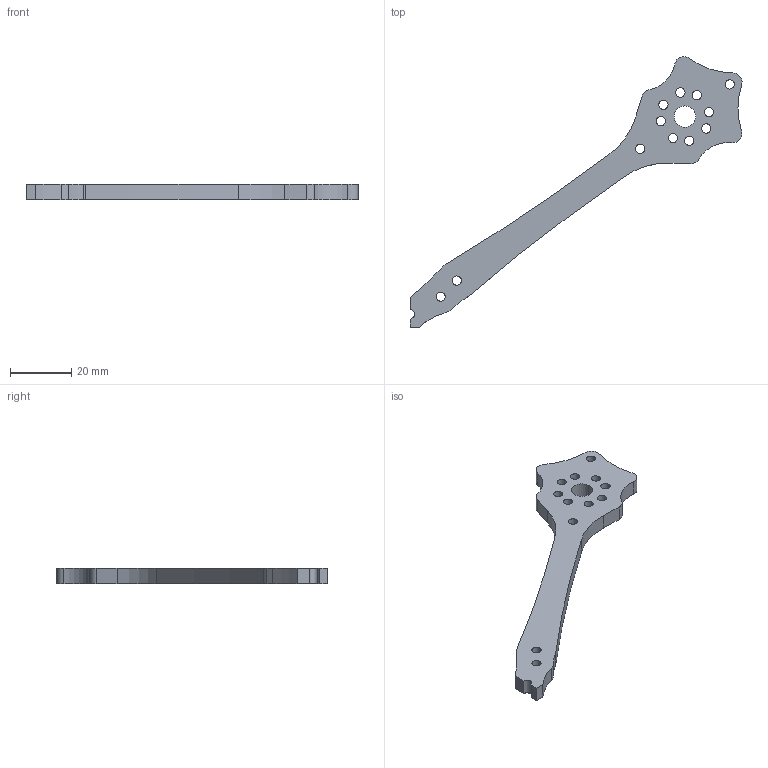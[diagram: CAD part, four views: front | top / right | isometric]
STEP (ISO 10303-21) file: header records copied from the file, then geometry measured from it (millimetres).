
FILE_DESCRIPTION(/* description */ (''),/* implementation_level */ '2;1');
FILE_NAME(/* name */ 'Arm_2_X8_LIFTER.stp',/* time_stamp */ '2021-04-29T15:50:53+02:00',/* author */ ('larsn'),/* organization */ (''),/* preprocessor_version */ 'ST-DEVELOPER v18',/* originating_system */ 'Autodesk Inventor 2020',/* authorisation */ '');
FILE_SCHEMA (('AUTOMOTIVE_DESIGN { 1 0 10303 214 3 1 1 }'));
Length unit declared in the file: inch
Products named in the file (1): Arm_2
Bounding box: 108.32 x 88.29 x 5 mm (x, y, z)
Volume: 8158.7 mm3; surface area: 5679.8 mm2
Topology: 1 solids, 1 shells, 62 faces, 168 edges, 112 vertices
Faces by surface type: cylinder 49, plane 13
Full cylindrical faces by diameter (mm): 3 x12, 7 x1
Entity records: 2105 total; most frequent: DIRECTION 392, CARTESIAN_POINT 343, ORIENTED_EDGE 336, EDGE_CURVE 168, AXIS2_PLACEMENT_3D 161, VERTEX_POINT 112, CIRCLE 98, EDGE_LOOP 92
